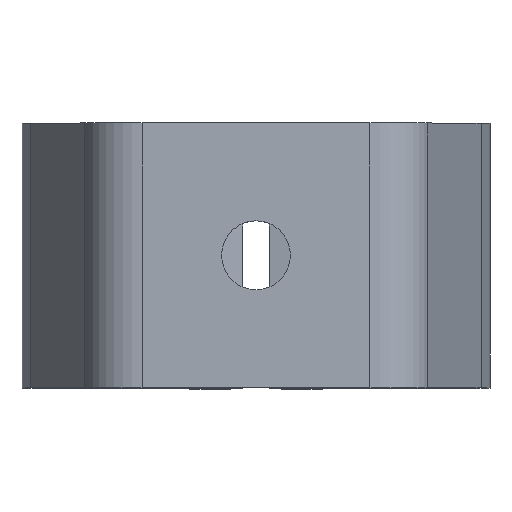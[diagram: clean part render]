
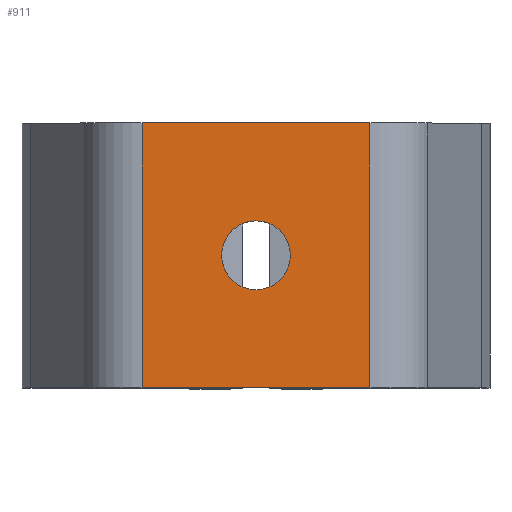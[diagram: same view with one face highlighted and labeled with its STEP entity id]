
A CAD part, top view. The second image highlights one B-rep face of the part: STEP entity #911.
In plain terms, the highlighted planar face has unit normal (0, 0, 1).
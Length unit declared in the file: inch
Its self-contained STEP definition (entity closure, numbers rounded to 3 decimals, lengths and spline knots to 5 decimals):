
#36=DIRECTION('',(1.,0.,0.));
#37=VECTOR('',#36,17.22508);
#38=CARTESIAN_POINT('',(-8.61254,0.,0.));
#39=LINE('',#38,#37);
#255=DIRECTION('',(0.,1.,0.));
#256=VECTOR('',#255,20.);
#257=CARTESIAN_POINT('',(8.61254,0.,0.));
#258=LINE('',#257,#256);
#259=DIRECTION('',(0.,1.,0.));
#260=VECTOR('',#259,20.);
#261=CARTESIAN_POINT('',(-8.61254,0.,0.));
#262=LINE('',#261,#260);
#263=CARTESIAN_POINT('',(0.,10.,0.));
#264=DIRECTION('',(0.,0.,1.));
#265=DIRECTION('',(1.,0.,0.));
#266=AXIS2_PLACEMENT_3D('',#263,#264,#265);
#268=CARTESIAN_POINT('',(0.,10.,0.));
#269=DIRECTION('',(0.,0.,1.));
#270=DIRECTION('',(-1.,0.,0.));
#271=AXIS2_PLACEMENT_3D('',#268,#269,#270);
#466=DIRECTION('',(1.,0.,0.));
#467=VECTOR('',#466,17.22508);
#468=CARTESIAN_POINT('',(-8.61254,20.,0.));
#469=LINE('',#468,#467);
#557=CARTESIAN_POINT('',(-8.61254,0.,0.));
#558=VERTEX_POINT('',#557);
#559=CARTESIAN_POINT('',(8.61254,0.,0.));
#560=VERTEX_POINT('',#559);
#597=CARTESIAN_POINT('',(-8.61254,20.,0.));
#598=VERTEX_POINT('',#597);
#599=CARTESIAN_POINT('',(8.61254,20.,0.));
#600=VERTEX_POINT('',#599);
#637=CARTESIAN_POINT('',(2.6,10.,0.));
#638=CARTESIAN_POINT('',(-2.6,10.,0.));
#639=VERTEX_POINT('',#637);
#640=VERTEX_POINT('',#638);
#892=CARTESIAN_POINT('',(-8.61254,0.,0.));
#893=DIRECTION('',(0.,0.,1.));
#894=DIRECTION('',(1.,0.,0.));
#895=AXIS2_PLACEMENT_3D('',#892,#893,#894);
#896=PLANE('',#895);
#897=ORIENTED_EDGE('',*,*,#666,.F.);
#899=ORIENTED_EDGE('',*,*,#898,.T.);
#901=ORIENTED_EDGE('',*,*,#900,.T.);
#902=ORIENTED_EDGE('',*,*,#884,.F.);
#903=EDGE_LOOP('',(#897,#899,#901,#902));
#904=FACE_OUTER_BOUND('',#903,.F.);
#906=ORIENTED_EDGE('',*,*,#905,.T.);
#908=ORIENTED_EDGE('',*,*,#907,.T.);
#909=EDGE_LOOP('',(#906,#908));
#910=FACE_BOUND('',#909,.F.);
#267=CIRCLE('',#266,2.6);
#272=CIRCLE('',#271,2.6);
#666=EDGE_CURVE('',#558,#560,#39,.T.);
#884=EDGE_CURVE('',#560,#600,#258,.T.);
#898=EDGE_CURVE('',#558,#598,#262,.T.);
#900=EDGE_CURVE('',#598,#600,#469,.T.);
#905=EDGE_CURVE('',#639,#640,#267,.T.);
#907=EDGE_CURVE('',#640,#639,#272,.T.);
#911=ADVANCED_FACE('',(#904,#910),#896,.T.);
